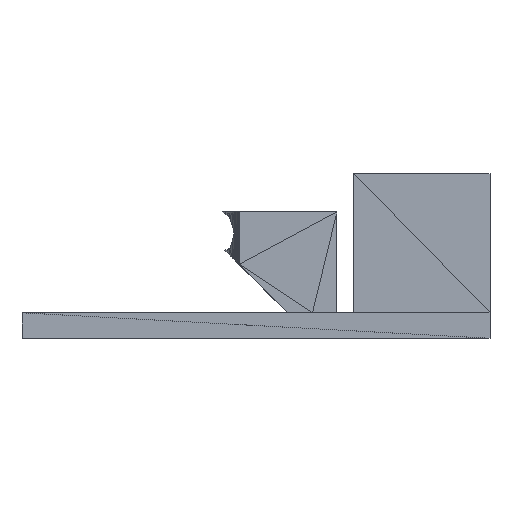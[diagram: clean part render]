
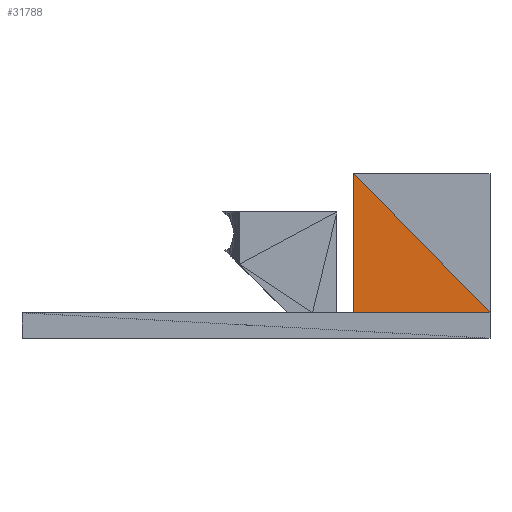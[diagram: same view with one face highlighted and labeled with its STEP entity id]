
A CAD part, left-side view. The second image highlights one B-rep face of the part: STEP entity #31788.
In plain terms, the highlighted planar face has unit normal (-1, 0, 0).
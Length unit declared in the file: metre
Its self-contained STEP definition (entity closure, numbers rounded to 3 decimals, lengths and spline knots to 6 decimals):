
#9598 = VERTEX_POINT('',#9599);
#9599 = CARTESIAN_POINT('',(-6.35,-33.785,3.));
#9639 = PLANE('',#9640);
#9640 = AXIS2_PLACEMENT_3D('',#9641,#9642,#9643);
#9641 = CARTESIAN_POINT('',(-6.35,-28.153083,13.540583));
#9642 = DIRECTION('',(-1.,0.,0.));
#9643 = DIRECTION('',(0.,-1.,0.));
#13689 = PLANE('',#13690);
#13690 = AXIS2_PLACEMENT_3D('',#13691,#13692,#13693);
#13691 = CARTESIAN_POINT('',(-9.014062,-23.910955,3.));
#13692 = DIRECTION('',(0.,0.,1.));
#13693 = DIRECTION('',(1.,0.,0.));
#14317 = VERTEX_POINT('',#14318);
#14318 = CARTESIAN_POINT('',(-6.35,-17.785,3.));
#15263 = EDGE_CURVE('',#9598,#14317,#15264,.T.);
#15264 = SURFACE_CURVE('',#15265,(#15269,#15276),.PCURVE_S1.);
#15265 = LINE('',#15266,#15267);
#15266 = CARTESIAN_POINT('',(-6.35,-33.785,3.));
#15267 = VECTOR('',#15268,1.);
#15268 = DIRECTION('',(0.,1.,0.));
#15269 = PCURVE('',#13689,#15270);
#15270 = DEFINITIONAL_REPRESENTATION('',(#15271),#15275);
#15271 = LINE('',#15272,#15273);
#15272 = CARTESIAN_POINT('',(2.664,-9.874));
#15273 = VECTOR('',#15274,1.);
#15274 = DIRECTION('',(0.,1.));
#15275 = ( GEOMETRIC_REPRESENTATION_CONTEXT(2) 
PARAMETRIC_REPRESENTATION_CONTEXT() REPRESENTATION_CONTEXT('2D SPACE',''
  ) );
#15276 = PCURVE('',#15277,#15282);
#15277 = PLANE('',#15278);
#15278 = AXIS2_PLACEMENT_3D('',#15279,#15280,#15281);
#15279 = CARTESIAN_POINT('',(-6.35,-23.416917,8.804417));
#15280 = DIRECTION('',(-1.,0.,0.));
#15281 = DIRECTION('',(0.,0.,-1.));
#15282 = DEFINITIONAL_REPRESENTATION('',(#15283),#15286);
#15283 = B_SPLINE_CURVE_WITH_KNOTS('',1,(#15284,#15285),.UNSPECIFIED.,
  .F.,.F.,(2,2),(0.,16.),.PIECEWISE_BEZIER_KNOTS.);
#15284 = CARTESIAN_POINT('',(5.804,10.368));
#15285 = CARTESIAN_POINT('',(5.804,-5.632));
#15286 = ( GEOMETRIC_REPRESENTATION_CONTEXT(2) 
PARAMETRIC_REPRESENTATION_CONTEXT() REPRESENTATION_CONTEXT('2D SPACE',''
  ) );
#31788 = ADVANCED_FACE('',(#31789),#15277,.T.);
#31789 = FACE_BOUND('',#31790,.T.);
#31790 = EDGE_LOOP('',(#31791,#31813,#31838));
#31791 = ORIENTED_EDGE('',*,*,#31792,.T.);
#31792 = EDGE_CURVE('',#9598,#31793,#31795,.T.);
#31793 = VERTEX_POINT('',#31794);
#31794 = CARTESIAN_POINT('',(-6.35,-17.785,19.345));
#31795 = SURFACE_CURVE('',#31796,(#31800,#31807),.PCURVE_S1.);
#31796 = LINE('',#31797,#31798);
#31797 = CARTESIAN_POINT('',(-6.35,-33.785,3.));
#31798 = VECTOR('',#31799,1.);
#31799 = DIRECTION('',(0.,0.7,0.715));
#31800 = PCURVE('',#15277,#31801);
#31801 = DEFINITIONAL_REPRESENTATION('',(#31802),#31806);
#31802 = LINE('',#31803,#31804);
#31803 = CARTESIAN_POINT('',(5.804,10.368));
#31804 = VECTOR('',#31805,1.);
#31805 = DIRECTION('',(-0.715,-0.7));
#31806 = ( GEOMETRIC_REPRESENTATION_CONTEXT(2) 
PARAMETRIC_REPRESENTATION_CONTEXT() REPRESENTATION_CONTEXT('2D SPACE',''
  ) );
#31807 = PCURVE('',#9639,#31808);
#31808 = DEFINITIONAL_REPRESENTATION('',(#31809),#31812);
#31809 = B_SPLINE_CURVE_WITH_KNOTS('',1,(#31810,#31811),.UNSPECIFIED.,
  .F.,.F.,(2,2),(0.,22.87267),.PIECEWISE_BEZIER_KNOTS.);
#31810 = CARTESIAN_POINT('',(5.632,-10.541));
#31811 = CARTESIAN_POINT('',(-10.368,5.804));
#31812 = ( GEOMETRIC_REPRESENTATION_CONTEXT(2) 
PARAMETRIC_REPRESENTATION_CONTEXT() REPRESENTATION_CONTEXT('2D SPACE',''
  ) );
#31813 = ORIENTED_EDGE('',*,*,#31814,.T.);
#31814 = EDGE_CURVE('',#31793,#14317,#31815,.T.);
#31815 = SURFACE_CURVE('',#31816,(#31820,#31827),.PCURVE_S1.);
#31816 = LINE('',#31817,#31818);
#31817 = CARTESIAN_POINT('',(-6.35,-17.785,19.345));
#31818 = VECTOR('',#31819,1.);
#31819 = DIRECTION('',(0.,0.,-1.));
#31820 = PCURVE('',#15277,#31821);
#31821 = DEFINITIONAL_REPRESENTATION('',(#31822),#31826);
#31822 = LINE('',#31823,#31824);
#31823 = CARTESIAN_POINT('',(-10.541,-5.632));
#31824 = VECTOR('',#31825,1.);
#31825 = DIRECTION('',(1.,0.));
#31826 = ( GEOMETRIC_REPRESENTATION_CONTEXT(2) 
PARAMETRIC_REPRESENTATION_CONTEXT() REPRESENTATION_CONTEXT('2D SPACE',''
  ) );
#31827 = PCURVE('',#31828,#31833);
#31828 = PLANE('',#31829);
#31829 = AXIS2_PLACEMENT_3D('',#31830,#31831,#31832);
#31830 = CARTESIAN_POINT('',(-4.291015,-17.785,11.31998));
#31831 = DIRECTION('',(0.,1.,0.));
#31832 = DIRECTION('',(0.,0.,1.));
#31833 = DEFINITIONAL_REPRESENTATION('',(#31834),#31837);
#31834 = B_SPLINE_CURVE_WITH_KNOTS('',1,(#31835,#31836),.UNSPECIFIED.,
  .F.,.F.,(2,2),(0.,16.345),.PIECEWISE_BEZIER_KNOTS.);
#31835 = CARTESIAN_POINT('',(8.025,-2.059));
#31836 = CARTESIAN_POINT('',(-8.32,-2.059));
#31837 = ( GEOMETRIC_REPRESENTATION_CONTEXT(2) 
PARAMETRIC_REPRESENTATION_CONTEXT() REPRESENTATION_CONTEXT('2D SPACE',''
  ) );
#31838 = ORIENTED_EDGE('',*,*,#15263,.F.);
